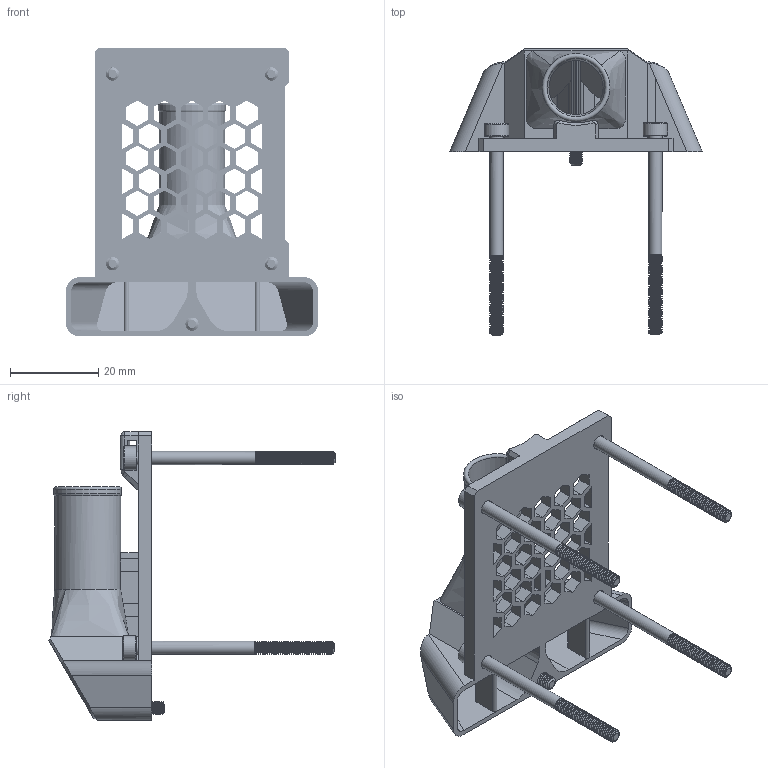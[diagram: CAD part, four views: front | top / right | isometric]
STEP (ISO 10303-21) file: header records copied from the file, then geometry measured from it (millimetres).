
FILE_DESCRIPTION(/* description */ (''),/* implementation_level */ '2;1');
FILE_NAME(/* name */ '15mm CPAP v3.step',/* time_stamp */ '2023-10-25T02:43:47-05:00',/* author */ (''),/* organization */ (''),/* preprocessor_version */ 'ST-DEVELOPER v20',/* originating_system */ 'Autodesk Translation Framework v12.14.0.127',/* authorisation */ '');
FILE_SCHEMA (('AUTOMOTIVE_DESIGN { 1 0 10303 214 3 1 1 }'));
Length unit declared in the file: millimetre
Products named in the file (4): 15mm CPAP; Fasteners; PN509; PN500
Assembly tree (6 placements, depth 3):
  15mm CPAP
    Fasteners
      PN509  x4
      PN500
Bounding box: 57.2 x 65.01 x 65.5 mm (x, y, z)
Volume: 13573.8 mm3; surface area: 18038.2 mm2
Topology: 6 solids, 11 shells, 937 faces, 2668 edges, 1744 vertices
Faces by surface type: cylinder 371, plane 368, bspline 143, cone 53, torus 2
Full cylindrical faces by diameter (mm): 2.35 x151, 3 x155, 3.3 x5, 5.5 x5, 13.187 x1, 15 x1, 15.387 x1
Entity records: 34732 total; most frequent: CARTESIAN_POINT 18803, ORIENTED_EDGE 3724, DIRECTION 2524, EDGE_CURVE 1862, LINE 1224, VECTOR 1224, VERTEX_POINT 1216, EDGE_LOOP 727
